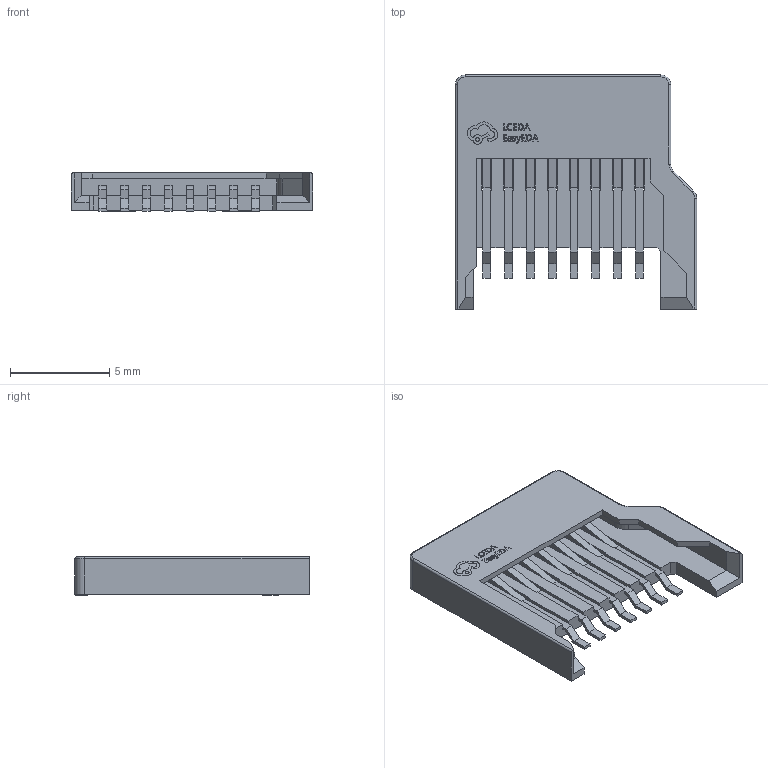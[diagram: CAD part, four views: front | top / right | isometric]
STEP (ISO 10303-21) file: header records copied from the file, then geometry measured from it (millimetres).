
FILE_DESCRIPTION (( 'STEP AP214' ), '1' );
FILE_NAME ('TF-SMD_TF-017.step', '2022-07-29T08:27:46', ( '' ), ( '' ), 'SwSTEP 2.0', 'SolidWorks 2020', '' );
FILE_SCHEMA (( 'AUTOMOTIVE_DESIGN' ));
Length unit declared in the file: millimetre
Products named in the file (1): TF-SMD_TF-017
Bounding box: 12.16 x 11.8 x 1.93 mm (x, y, z)
Volume: 99.5 mm3; surface area: 494.6 mm2
Topology: 1 solids, 1 shells, 510 faces, 1441 edges, 944 vertices
Faces by surface type: plane 362, bspline 98, cylinder 46, torus 4
Entity records: 22469 total; most frequent: CARTESIAN_POINT 4202, ORIENTED_EDGE 2882, DIRECTION 2163, EDGE_CURVE 1441, LINE 1145, VECTOR 1145, VERTEX_POINT 944, EDGE_LOOP 537
